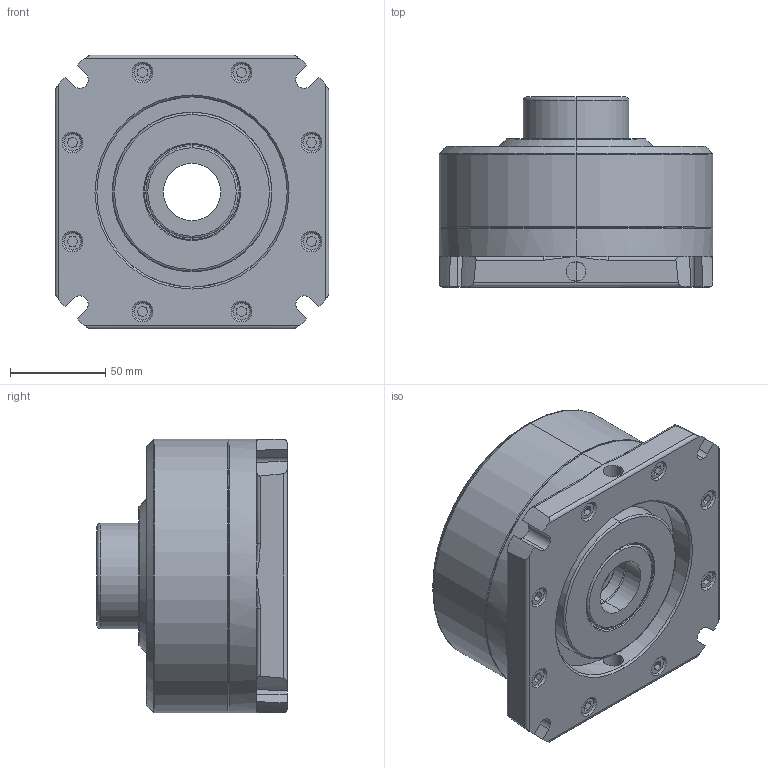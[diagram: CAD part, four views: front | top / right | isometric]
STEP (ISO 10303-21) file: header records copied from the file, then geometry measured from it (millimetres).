
FILE_DESCRIPTION (( 'STEP AP214' ), '1' );
FILE_NAME ('JAS-25 外觀尺寸圖.STEP', '2020-03-16T07:37:12', ( 'COSH' ), ( '' ), 'SwSTEP 2.0', 'SolidWorks 2016', '' );
FILE_SCHEMA (( 'AUTOMOTIVE_DESIGN' ));
Length unit declared in the file: millimetre
Products named in the file (1): JAS-25 外觀尺寸圖
Bounding box: 144 x 100 x 144 mm (x, y, z)
Volume: 1094173 mm3; surface area: 130893.6 mm2
Topology: 2 solids, 10 shells, 382 faces, 949 edges, 600 vertices
Faces by surface type: cylinder 179, plane 113, cone 48, torus 26, bspline 16
Entity records: 22456 total; most frequent: CARTESIAN_POINT 9835, ORIENTED_EDGE 1874, DIRECTION 1629, EDGE_CURVE 937, AXIS2_PLACEMENT_3D 614, VERTEX_POINT 600, EDGE_LOOP 415, LINE 401
